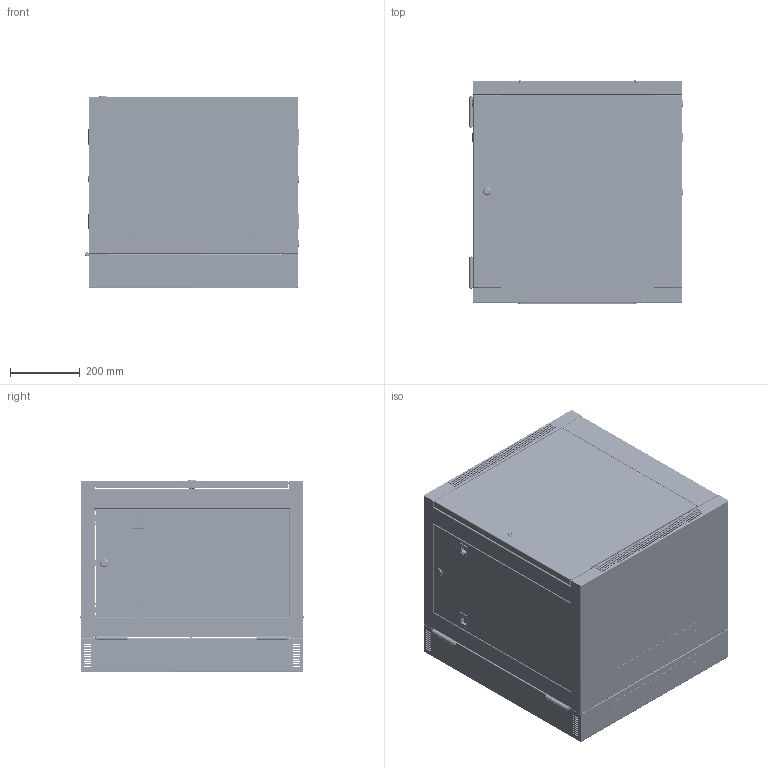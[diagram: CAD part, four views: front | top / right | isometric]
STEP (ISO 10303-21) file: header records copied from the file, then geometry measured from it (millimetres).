
FILE_DESCRIPTION (( 'STEP AP214' ), '1' );
FILE_NAME ('LC-SMT6512D-D_3D.step', '2024-07-09T21:49:06', ( '' ), ( '' ), 'SwSTEP 2.0', 'SolidWorks 2022', '' );
FILE_SCHEMA (( 'AUTOMOTIVE_DESIGN' ));
Length unit declared in the file: inch
Products named in the file (41): SHUOA_12; MENZHOU_ASM_12; SUO1_ASM_12; LX-GT_12; CM_ASM_12; PDU-K0_ASM_12; PDU_K1_12; M6_16_12; MENTIAO_12; SHOU_ASM_12; BOLI_12; LC-SMT6512D-D_3D; 2222_12; MS725_12; QLZ_12; CM_12; DG_12; HZJ1_12; MENZHOU2_12; DI_12; GB9074-4-88-M3X6A_12; HYLZ_12; PDU_K2_12; GB9074-4-88-M3X6_12; SHUOSHEA_12; SHUO_12; MEN_ASM_12; SHUOLUO_12; SHUOLUOMU_12; SHUOSHE_12; FUJIAN-2_12; JH060009_12; MENZHOU1_12; MENTIAO-1_12; XX_12; M4X8LS_12; SHUOLUOA_12; SUO22_ASM_12; HK_ASM_12; HK_12 ...
Assembly tree (67 placements, depth 4):
  LC-SMT6512D-D_3D
    DG_12
    QLZ_12  x2
    HYLZ_12  x2
    DI_12
    HZJ1_12  x4
    JH060009_12  x4
    JH060004_12  x2
    HK_ASM_12
      HK_12
      JH060004_12  x2
      FUJIAN-2_12  x2
      MENZHOU_ASM_12  x2
        MENZHOU2_12
        MENZHOU1_12
    CM_ASM_12  x2
      CM_12
      PDU-K0_ASM_12
        PDU_K2_12
        PDU_K1_12
      SUO22_ASM_12
        SHUOA_12
        SHUOLUOA_12
        SHUOSHEA_12
        GB9074-4-88-M3X6A_12
    SUO1_ASM_12
      MS725_12
      SHUOLUOMU_12
      2222_12
    M6_16_12  x2
    M4X8LS_12  x8
    LX-GT_12  x2
    MEN_ASM_12
      MENTIAO-1_12
      MENTIAO_12
      BOLI_12
      SHOU_ASM_12
        SHUO_12
        GB9074-4-88-M3X6_12
        SHUOSHE_12
        SHUOLUO_12
      XX_12  x2
Bounding box: 612.6 x 642.58 x 552.5 mm (x, y, z)
Volume: 2454829.7 mm3; surface area: 5766736.5 mm2
Topology: 86 solids, 95 shells, 6094 faces, 17738 edges, 11780 vertices
Faces by surface type: plane 3639, cylinder 1978, bspline 399, cone 72, torus 6
Entity records: 148435 total; most frequent: CARTESIAN_POINT 64575, ORIENTED_EDGE 17652, DIRECTION 15813, EDGE_CURVE 8856, VERTEX_POINT 5799, LINE 5439, VECTOR 5439, AXIS2_PLACEMENT_3D 5187
